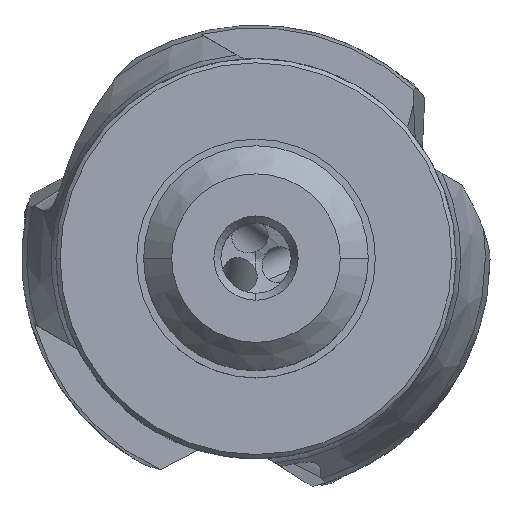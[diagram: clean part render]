
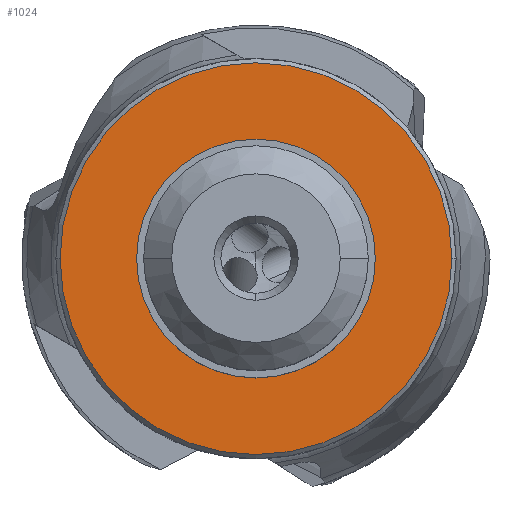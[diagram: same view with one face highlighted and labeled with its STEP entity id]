
A CAD part, top view. The second image highlights one B-rep face of the part: STEP entity #1024.
In plain terms, the highlighted planar face has unit normal (0, 0, 1).
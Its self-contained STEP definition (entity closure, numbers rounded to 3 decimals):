
#82=FACE_BOUND('',#1848,.T.);
#83=FACE_BOUND('',#1849,.T.);
#217=PLANE('',#6455);
#1024=ADVANCED_FACE('',(#82,#83),#217,.T.);
#1848=EDGE_LOOP('',(#2895,#2896,#2897));
#1849=EDGE_LOOP('',(#2898,#2899));
#2895=ORIENTED_EDGE('',*,*,#5230,.F.);
#2896=ORIENTED_EDGE('',*,*,#5229,.F.);
#2897=ORIENTED_EDGE('',*,*,#5228,.F.);
#2898=ORIENTED_EDGE('',*,*,#5231,.F.);
#2899=ORIENTED_EDGE('',*,*,#5232,.F.);
#4556=VERTEX_POINT('',#11243);
#4557=VERTEX_POINT('',#11245);
#4558=VERTEX_POINT('',#11247);
#4559=VERTEX_POINT('',#11252);
#4560=VERTEX_POINT('',#11253);
#5228=EDGE_CURVE('',#4557,#4558,#5958,.T.);
#5229=EDGE_CURVE('',#4558,#4556,#5959,.T.);
#5230=EDGE_CURVE('',#4556,#4557,#5960,.T.);
#5231=EDGE_CURVE('',#4559,#4560,#5961,.T.);
#5232=EDGE_CURVE('',#4560,#4559,#5962,.T.);
#5958=CIRCLE('',#6449,13.95);
#5959=CIRCLE('',#6450,13.95);
#5960=CIRCLE('',#6452,13.95);
#5961=CIRCLE('',#6453,8.5);
#5962=CIRCLE('',#6454,8.5);
#6449=AXIS2_PLACEMENT_3D('',#11246,#7378,#7379);
#6450=AXIS2_PLACEMENT_3D('',#11248,#7380,#7381);
#6452=AXIS2_PLACEMENT_3D('',#11250,#7384,#7385);
#6453=AXIS2_PLACEMENT_3D('',#11251,#7386,#7387);
#6454=AXIS2_PLACEMENT_3D('',#11254,#7388,#7389);
#6455=AXIS2_PLACEMENT_3D('',#11255,#7390,#7391);
#7378=DIRECTION('',(0.,0.,-1.));
#7379=DIRECTION('',(1.,0.,0.));
#7380=DIRECTION('',(0.,0.,-1.));
#7381=DIRECTION('',(0.,-1.,0.));
#7384=DIRECTION('',(0.,0.,-1.));
#7385=DIRECTION('',(-1.,0.,0.));
#7386=DIRECTION('',(0.,0.,1.));
#7387=DIRECTION('',(-1.,0.,0.));
#7388=DIRECTION('',(0.,0.,1.));
#7389=DIRECTION('',(1.,0.,0.));
#7390=DIRECTION('',(0.,0.,1.));
#7391=DIRECTION('',(-1.,0.,0.));
#11243=CARTESIAN_POINT('',(-13.95,0.,0.));
#11245=CARTESIAN_POINT('',(13.95,0.,0.));
#11246=CARTESIAN_POINT('',(0.,0.,0.));
#11247=CARTESIAN_POINT('',(0.,-13.95,0.));
#11248=CARTESIAN_POINT('',(0.,0.,0.));
#11250=CARTESIAN_POINT('',(0.,0.,0.));
#11251=CARTESIAN_POINT('',(0.,0.,0.));
#11252=CARTESIAN_POINT('',(-8.5,0.,0.));
#11253=CARTESIAN_POINT('',(8.5,0.,0.));
#11254=CARTESIAN_POINT('',(0.,0.,0.));
#11255=CARTESIAN_POINT('',(0.,0.,0.));
